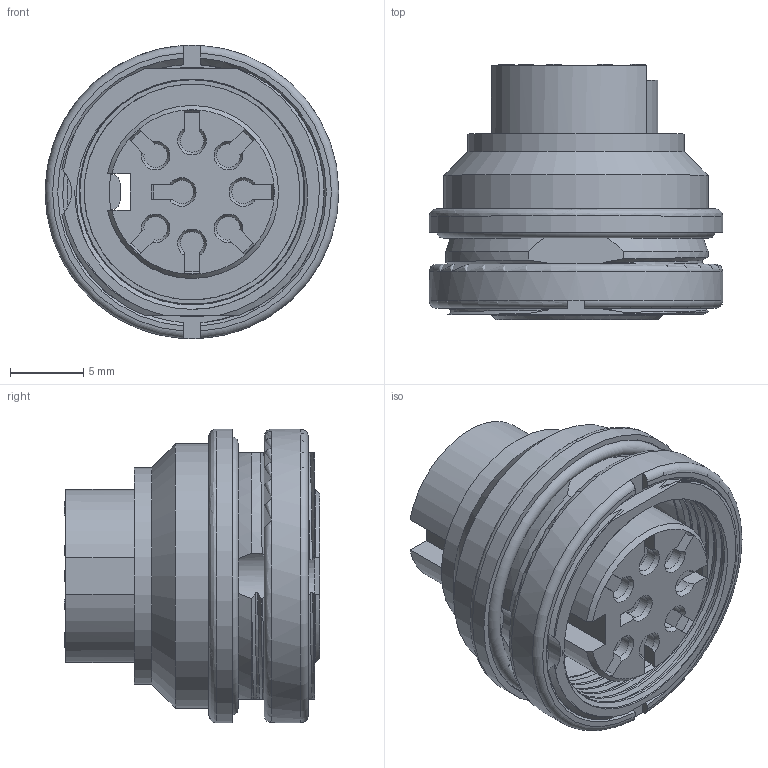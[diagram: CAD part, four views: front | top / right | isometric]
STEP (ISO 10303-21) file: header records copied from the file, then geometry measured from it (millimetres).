
FILE_DESCRIPTION(/* description */ (''),/* implementation_level */ '2;1');
FILE_NAME(/* name */ 'c091 11g008 000 2nxc001-01.stp',/* time_stamp */ '2019-07-08T12:54:01+02:00',/* author */ (''),/* organization */ (''),/* preprocessor_version */ 'ST-DEVELOPER v16.7',/* originating_system */ 'SIEMENS PLM Software NX 12.0',/* authorisation */ '');
FILE_SCHEMA (('AUTOMOTIVE_DESIGN { 1 0 10303 214 3 1 1 1 }'));
Length unit declared in the file: millimetre
Products named in the file (1): c091 11g008 000 2nxc001-01
Bounding box: 20 x 17.4 x 20 mm (x, y, z)
Volume: 2971 mm3; surface area: 3197.9 mm2
Topology: 1 solids, 1 shells, 315 faces, 867 edges, 574 vertices
Faces by surface type: plane 174, cylinder 64, bspline 29, extrusion 28, cone 16, torus 4
Full cylindrical faces by diameter (mm): 13.1 x1, 14.7 x1, 14.8 x1, 15.3 x1, 18 x1, 18.3 x1, 19.2 x1, 20 x2
Entity records: 17575 total; most frequent: CARTESIAN_POINT 8884, ORIENTED_EDGE 1698, DIRECTION 1241, EDGE_CURVE 849, VERTEX_POINT 569, VECTOR 429, AXIS2_PLACEMENT_3D 406, LINE 401
